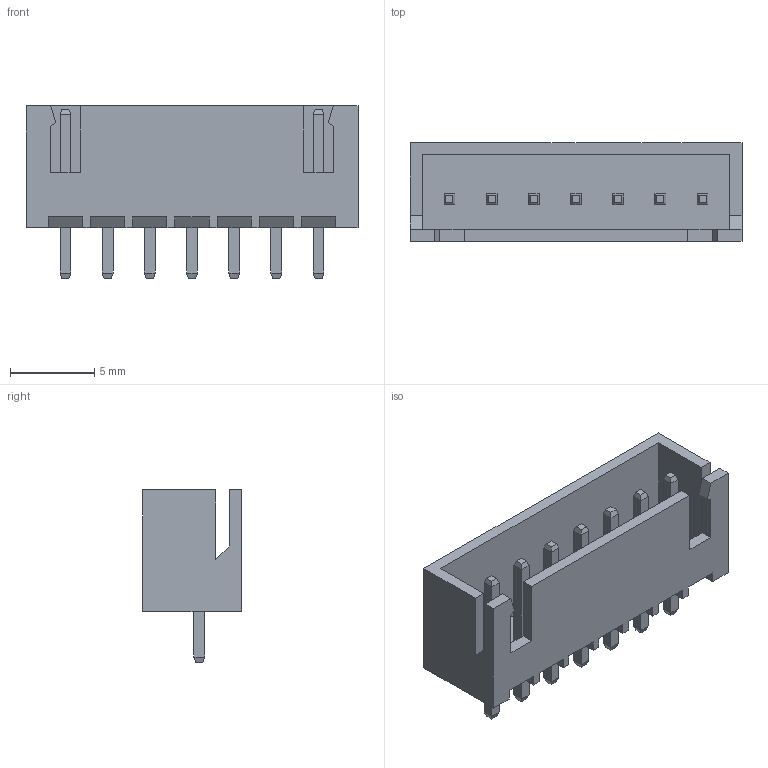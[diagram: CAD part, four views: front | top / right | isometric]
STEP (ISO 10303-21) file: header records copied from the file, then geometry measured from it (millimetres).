
FILE_DESCRIPTION (( 'STEP AP214' ), '1' );
FILE_NAME ('JST-XH-7PIN_V.STEP', '2022-07-09T11:42:27', ( '' ), ( '' ), 'SwSTEP 2.0', 'SolidWorks 2021', '' );
FILE_SCHEMA (( 'AUTOMOTIVE_DESIGN' ));
Length unit declared in the file: millimetre
Products named in the file (1): JST-XH-7PIN_V
Bounding box: 19.67 x 5.84 x 10.21 mm (x, y, z)
Volume: 293.3 mm3; surface area: 1046.7 mm2
Topology: 1 solids, 21 shells, 379 faces, 906 edges, 576 vertices
Faces by surface type: plane 336, bspline 43
Entity records: 13877 total; most frequent: CARTESIAN_POINT 3549, ORIENTED_EDGE 1812, DIRECTION 1300, EDGE_CURVE 906, LINE 626, VECTOR 626, VERTEX_POINT 576, EDGE_LOOP 398
